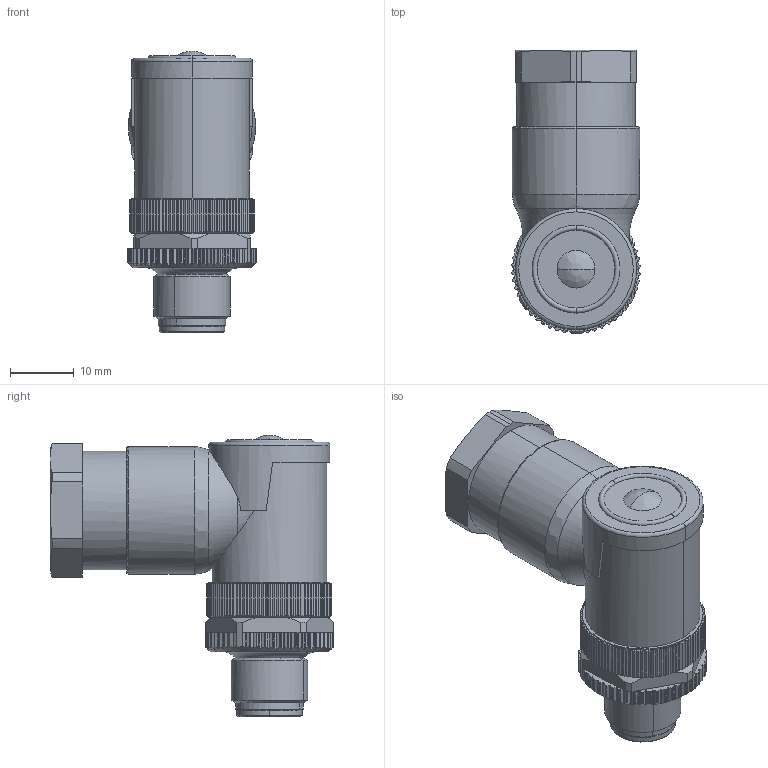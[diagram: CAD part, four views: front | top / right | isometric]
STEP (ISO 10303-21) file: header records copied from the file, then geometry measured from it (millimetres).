
FILE_DESCRIPTION(('CATIA V5 STEP Exchange','CAx-IF Rec.Pracs.--- Model Styling and Organization---1.4--- 2014-01-23'),'2;1');
FILE_NAME ('013906-2_0', '2022-04-20T08:23:26+00:00', ('none'), ('Weidmueller'), 'CATIA Version 5-6 Release 2016 SP3 HF44', 'CATIA V5 STEP AP214', 'none');
FILE_SCHEMA(('AUTOMOTIVE_DESIGN { 1 0 10303 214 1 1 1 1 }'));
Length unit declared in the file: millimetre
Products named in the file (1): 1467880000
Bounding box: 20.17 x 44.5 x 44.2 mm (x, y, z)
Volume: 17098.2 mm3; surface area: 7190 mm2
Topology: 6 solids, 6 shells, 820 faces, 2288 edges, 1485 vertices
Faces by surface type: plane 372, cylinder 354, torus 44, cone 26, sphere 20, bspline 4
Entity records: 27481 total; most frequent: CARTESIAN_POINT 7994, ORIENTED_EDGE 4542, DIRECTION 3181, EDGE_CURVE 2271, VERTEX_POINT 1485, AXIS2_PLACEMENT_3D 1325, VECTOR 1053, LINE 1053
